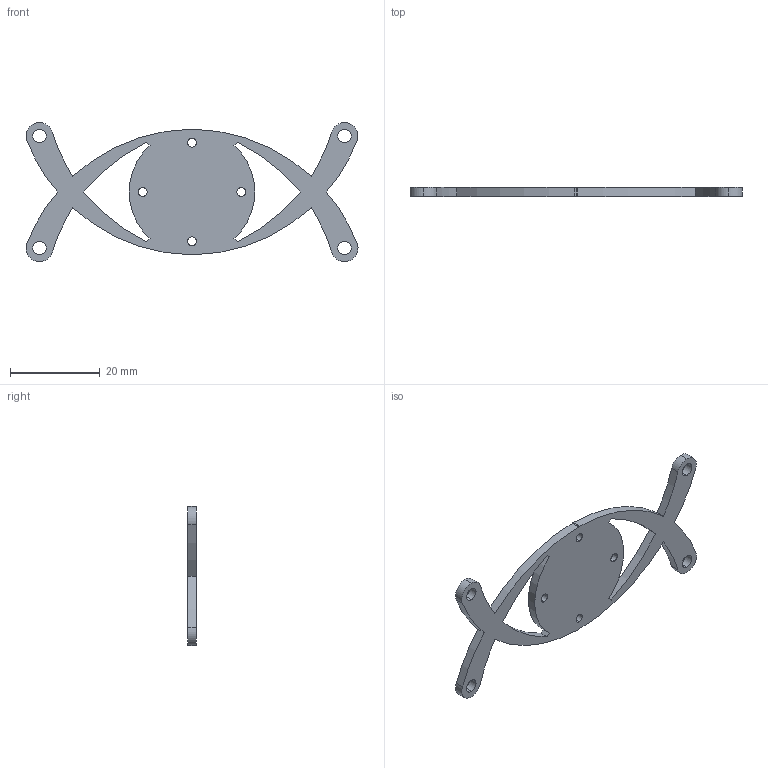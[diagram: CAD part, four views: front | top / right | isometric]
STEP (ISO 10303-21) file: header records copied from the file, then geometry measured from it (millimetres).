
FILE_DESCRIPTION (( 'STEP AP203' ), '1' );
FILE_NAME ('俋扢婥啣.STEP', '2023-10-31T06:21:32', ( '' ), ( '' ), 'SwSTEP 2.0', 'SolidWorks 2021', '' );
FILE_SCHEMA (( 'CONFIG_CONTROL_DESIGN' ));
Length unit declared in the file: millimetre
Products named in the file (1): 俋扢婥啣
Bounding box: 74 x 2 x 30.99 mm (x, y, z)
Volume: 2363 mm3; surface area: 3240 mm2
Topology: 1 solids, 1 shells, 49 faces, 141 edges, 94 vertices
Faces by surface type: cylinder 43, plane 6
Entity records: 1778 total; most frequent: DIRECTION 327, CARTESIAN_POINT 285, ORIENTED_EDGE 282, EDGE_CURVE 141, AXIS2_PLACEMENT_3D 136, VERTEX_POINT 94, CIRCLE 86, EDGE_LOOP 69
